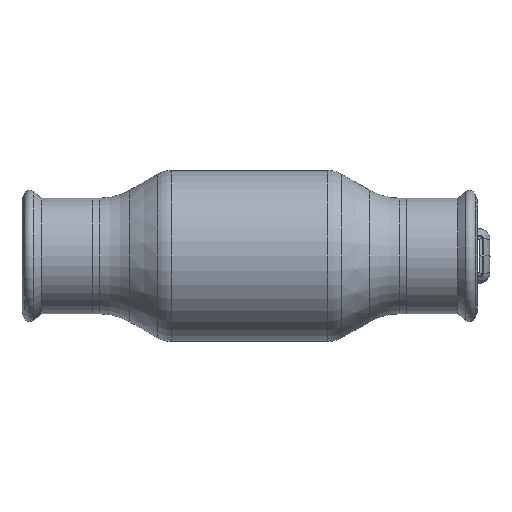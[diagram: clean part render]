
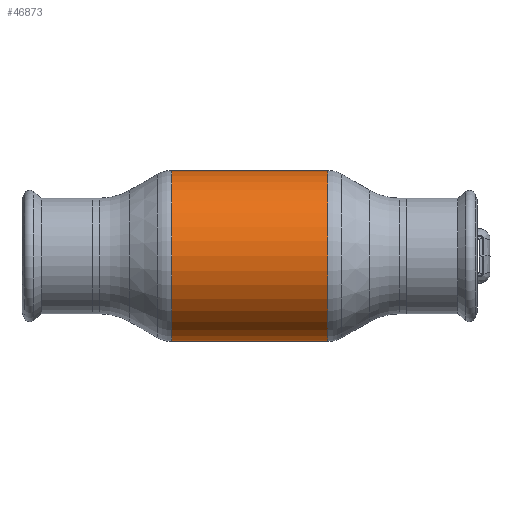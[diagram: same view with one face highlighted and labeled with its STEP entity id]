
A CAD part, front view. The second image highlights one B-rep face of the part: STEP entity #46873.
In plain terms, the highlighted cylindrical face has radius 42.5 mm (diameter 85 mm), a partial arc.
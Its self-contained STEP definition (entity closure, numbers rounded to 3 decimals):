
#4941 = EDGE_CURVE ( 'NONE', #44675, #42203, #43750, .T. ) ;
#8703 = EDGE_CURVE ( 'NONE', #42203, #23605, #9981, .T. ) ;
#8829 = CARTESIAN_POINT ( 'NONE',  ( -62.69, 0., 0. ) ) ;
#9981 = CIRCLE ( 'NONE', #58810, 42.5 ) ;
#10202 = ORIENTED_EDGE ( 'NONE', *, *, #64823, .T. ) ;
#13165 = ORIENTED_EDGE ( 'NONE', *, *, #8703, .F. ) ;
#14654 = CARTESIAN_POINT ( 'NONE',  ( -38.749, 0., -42.5 ) ) ;
#15089 = DIRECTION ( 'NONE',  ( -1., 0., 0. ) ) ;
#15529 = CARTESIAN_POINT ( 'NONE',  ( -38.749, 0., 0. ) ) ;
#17534 = ORIENTED_EDGE ( 'NONE', *, *, #4941, .F. ) ;
#19856 = AXIS2_PLACEMENT_3D ( 'NONE', #8829, #44109, #59758 ) ;
#19889 = DIRECTION ( 'NONE',  ( -1., 0., 0. ) ) ;
#20091 = AXIS2_PLACEMENT_3D ( 'NONE', #45288, #15089, #25456 ) ;
#20995 = EDGE_CURVE ( 'NONE', #44675, #56301, #64375, .T. ) ;
#23605 = VERTEX_POINT ( 'NONE', #41845 ) ;
#25456 = DIRECTION ( 'NONE',  ( 0., 0., 1. ) ) ;
#25963 = CARTESIAN_POINT ( 'NONE',  ( -62.69, 0., 42.5 ) ) ;
#27972 = VECTOR ( 'NONE', #19889, 1000. ) ;
#32669 = LINE ( 'NONE', #25963, #59459 ) ;
#39756 = DIRECTION ( 'NONE',  ( -1., 0., 0. ) ) ;
#41845 = CARTESIAN_POINT ( 'NONE',  ( -38.749, 0., 42.5 ) ) ;
#42203 = VERTEX_POINT ( 'NONE', #14654 ) ;
#43750 = LINE ( 'NONE', #48193, #27972 ) ;
#44109 = DIRECTION ( 'NONE',  ( -1., 0., 0. ) ) ;
#44675 = VERTEX_POINT ( 'NONE', #54982 ) ;
#45288 = CARTESIAN_POINT ( 'NONE',  ( 38.749, 0., 0. ) ) ;
#46873 = ADVANCED_FACE ( 'NONE', ( #56505 ), #58877, .T. ) ;
#48193 = CARTESIAN_POINT ( 'NONE',  ( -62.69, 0., -42.5 ) ) ;
#49505 = EDGE_LOOP ( 'NONE', ( #17534, #59632, #10202, #13165 ) ) ;
#54982 = CARTESIAN_POINT ( 'NONE',  ( 38.749, 0., -42.5 ) ) ;
#56301 = VERTEX_POINT ( 'NONE', #57475 ) ;
#56505 = FACE_OUTER_BOUND ( 'NONE', #49505, .T. ) ;
#57475 = CARTESIAN_POINT ( 'NONE',  ( 38.749, 0., 42.5 ) ) ;
#58810 = AXIS2_PLACEMENT_3D ( 'NONE', #15529, #39756, #60270 ) ;
#58877 = CYLINDRICAL_SURFACE ( 'NONE', #19856, 42.5 ) ;
#59459 = VECTOR ( 'NONE', #61250, 1000. ) ;
#59632 = ORIENTED_EDGE ( 'NONE', *, *, #20995, .T. ) ;
#59758 = DIRECTION ( 'NONE',  ( 0., 0., 1. ) ) ;
#60270 = DIRECTION ( 'NONE',  ( 0., 0., 1. ) ) ;
#61250 = DIRECTION ( 'NONE',  ( -1., 0., 0. ) ) ;
#64375 = CIRCLE ( 'NONE', #20091, 42.5 ) ;
#64823 = EDGE_CURVE ( 'NONE', #56301, #23605, #32669, .T. ) ;
